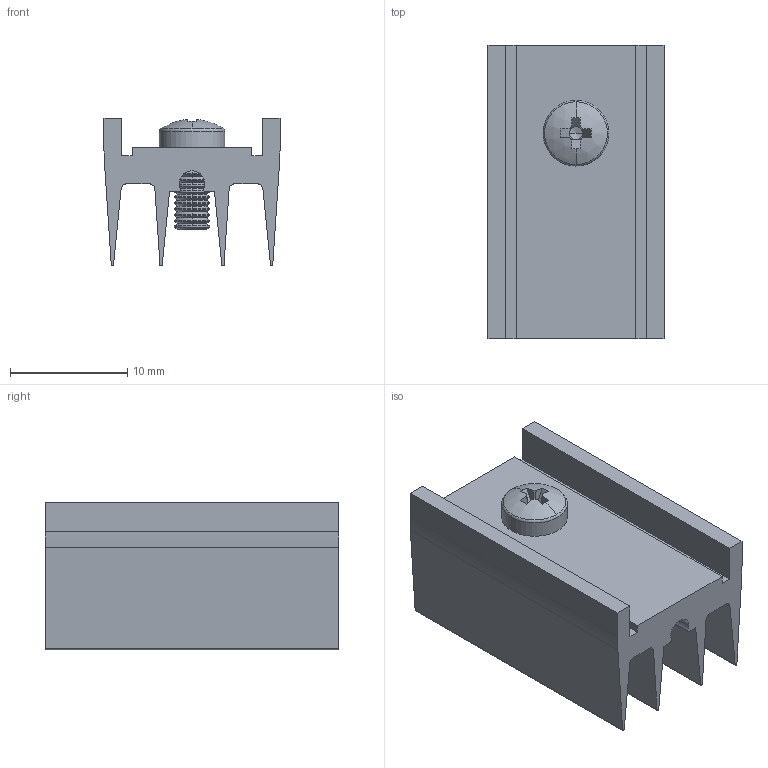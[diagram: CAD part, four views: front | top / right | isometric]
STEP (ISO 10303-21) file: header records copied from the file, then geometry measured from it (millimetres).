
FILE_DESCRIPTION (( 'STEP AP214' ), '1' );
FILE_NAME ('heatsink_to220_aluminum.STEP', '2020-03-16T18:42:10', ( '' ), ( '' ), 'SwSTEP 2.0', 'SolidWorks 2020', '' );
FILE_SCHEMA (( 'AUTOMOTIVE_DESIGN' ));
Length unit declared in the file: millimetre
Products named in the file (3): pan head cross recess screw_iso_ISO 7045 - M3 x 6 - Z - 6S; heatsink_to220_aluminum; heatsink
Assembly tree (2 placements, depth 2):
  heatsink_to220_aluminum
    heatsink
    pan head cross recess screw_iso_ISO 7045 - M3 x 6 - Z - 6S
Bounding box: 15 x 25 x 12.6 mm (x, y, z)
Volume: 1896.1 mm3; surface area: 2853.5 mm2
Topology: 2 solids, 2 shells, 164 faces, 438 edges, 276 vertices
Faces by surface type: cone 61, cylinder 50, plane 47, torus 4, sphere 2
Entity records: 5368 total; most frequent: CARTESIAN_POINT 1030, DIRECTION 975, ORIENTED_EDGE 872, EDGE_CURVE 436, AXIS2_PLACEMENT_3D 389, VERTEX_POINT 276, CIRCLE 220, VECTOR 197
